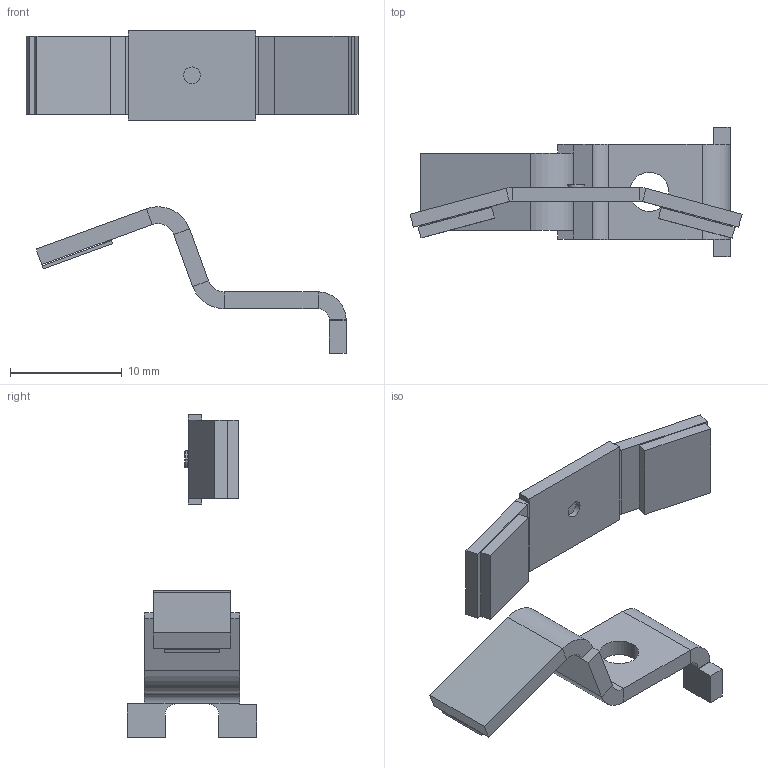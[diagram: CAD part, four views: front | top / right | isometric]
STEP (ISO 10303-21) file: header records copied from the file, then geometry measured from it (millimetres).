
FILE_DESCRIPTION (( 'STEP AP214' ), '1' );
FILE_NAME ('Assem1.STEP', '2019-09-06T23:01:31', ( '' ), ( '' ), 'SwSTEP 2.0', 'SolidWorks 2017', '' );
FILE_SCHEMA (( 'AUTOMOTIVE_DESIGN' ));
Length unit declared in the file: millimetre
Products named in the file (1): Assem1
Bounding box: 29.67 x 11.6 x 28.85 mm (x, y, z)
Surface area: 1558.8 mm2 (no closed solid volume)
Topology: 0 solids, 5 shells, 99 faces, 213 edges, 126 vertices
Faces by surface type: plane 77, cylinder 18, torus 4
Entity records: 3711 total; most frequent: DIRECTION 457, CARTESIAN_POINT 439, ORIENTED_EDGE 426, EDGE_CURVE 213, LINE 169, VECTOR 169, AXIS2_PLACEMENT_3D 144, VERTEX_POINT 126
